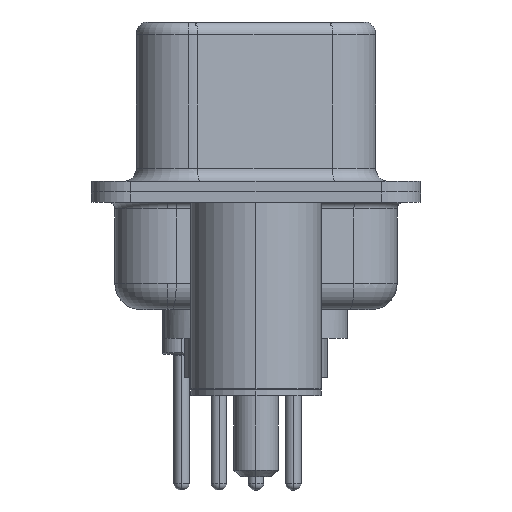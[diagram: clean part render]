
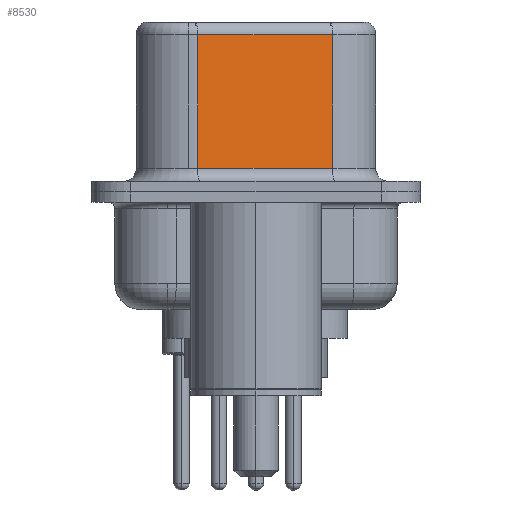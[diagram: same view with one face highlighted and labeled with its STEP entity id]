
A CAD part, left-side view. The second image highlights one B-rep face of the part: STEP entity #8530.
In plain terms, the highlighted planar face has unit normal (-0.985, -0.174, 0).
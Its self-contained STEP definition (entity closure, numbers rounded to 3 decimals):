
#41 = ORIENTED_EDGE ( 'NONE', *, *, #6889, .F. ) ;
#100 = VERTEX_POINT ( 'NONE', #21960 ) ;
#2317 = VERTEX_POINT ( 'NONE', #12570 ) ;
#3743 = FACE_OUTER_BOUND ( 'NONE', #20823, .T. ) ;
#4468 = DIRECTION ( 'NONE',  ( -0.174, 0.985, 0. ) ) ;
#4529 = DIRECTION ( 'NONE',  ( 0.985, 0.174, 0. ) ) ;
#4663 = PLANE ( 'NONE',  #20734 ) ;
#4738 = LINE ( 'NONE', #5601, #13588 ) ;
#5601 = CARTESIAN_POINT ( 'NONE',  ( 4.58, -2.927, 6.52 ) ) ;
#5651 = CARTESIAN_POINT ( 'NONE',  ( 4.58, -2.927, 6.52 ) ) ;
#6000 = EDGE_CURVE ( 'NONE', #100, #14835, #13639, .T. ) ;
#6085 = VECTOR ( 'NONE', #23648, 1000. ) ;
#6509 = DIRECTION ( 'NONE',  ( 0., 0., -1. ) ) ;
#6810 = ORIENTED_EDGE ( 'NONE', *, *, #23073, .T. ) ;
#6823 = VECTOR ( 'NONE', #21999, 1000. ) ;
#6889 = EDGE_CURVE ( 'NONE', #2317, #14835, #4738, .T. ) ;
#8530 = ADVANCED_FACE ( 'NONE', ( #3743 ), #4663, .F. ) ;
#10708 = CARTESIAN_POINT ( 'NONE',  ( 3.67, 2.233, 6.52 ) ) ;
#11049 = ORIENTED_EDGE ( 'NONE', *, *, #15262, .T. ) ;
#12570 = CARTESIAN_POINT ( 'NONE',  ( 4.58, -2.927, 6.02 ) ) ;
#13588 = VECTOR ( 'NONE', #6509, 1000. ) ;
#13639 = LINE ( 'NONE', #22962, #23078 ) ;
#14265 = CARTESIAN_POINT ( 'NONE',  ( 3.67, 2.233, 6.02 ) ) ;
#14835 = VERTEX_POINT ( 'NONE', #19587 ) ;
#15262 = EDGE_CURVE ( 'NONE', #2317, #20545, #21107, .T. ) ;
#16817 = LINE ( 'NONE', #10708, #6823 ) ;
#19587 = CARTESIAN_POINT ( 'NONE',  ( 4.58, -2.927, 0.9 ) ) ;
#19990 = ORIENTED_EDGE ( 'NONE', *, *, #6000, .T. ) ;
#20545 = VERTEX_POINT ( 'NONE', #14265 ) ;
#20734 = AXIS2_PLACEMENT_3D ( 'NONE', #5651, #4529, #4468 ) ;
#20823 = EDGE_LOOP ( 'NONE', ( #41, #11049, #6810, #19990 ) ) ;
#21107 = LINE ( 'NONE', #21736, #6085 ) ;
#21736 = CARTESIAN_POINT ( 'NONE',  ( 4.58, -2.927, 6.02 ) ) ;
#21960 = CARTESIAN_POINT ( 'NONE',  ( 3.67, 2.233, 0.9 ) ) ;
#21999 = DIRECTION ( 'NONE',  ( 0., 0., -1. ) ) ;
#22962 = CARTESIAN_POINT ( 'NONE',  ( 4.58, -2.927, 0.9 ) ) ;
#23073 = EDGE_CURVE ( 'NONE', #20545, #100, #16817, .T. ) ;
#23078 = VECTOR ( 'NONE', #24210, 1000. ) ;
#23648 = DIRECTION ( 'NONE',  ( -0.174, 0.985, 0. ) ) ;
#24210 = DIRECTION ( 'NONE',  ( 0.174, -0.985, 0. ) ) ;
